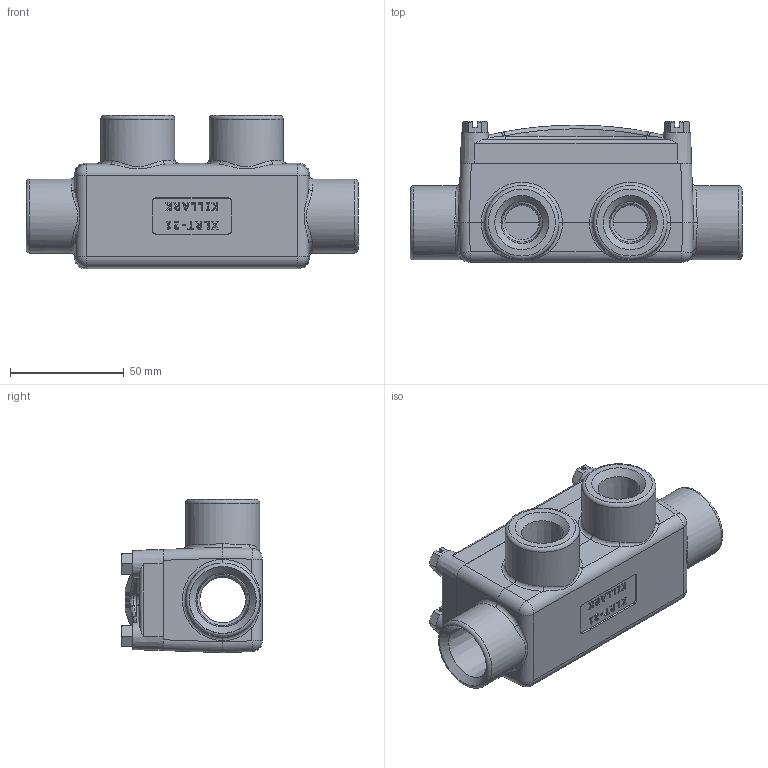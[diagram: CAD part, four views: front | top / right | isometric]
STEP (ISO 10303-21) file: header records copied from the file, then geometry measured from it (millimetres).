
FILE_DESCRIPTION(/* description */ (''),/* implementation_level */ '2;1');
FILE_NAME(/* name */ 'KIL_XLRT-21.stp',/* time_stamp */ '2021-03-24T14:06:22+06:00',/* author */ ('lsugumaran'),/* organization */ (''),/* preprocessor_version */ 'ST-DEVELOPER v18',/* originating_system */ 'Autodesk Inventor 2020',/* authorisation */ '');
FILE_SCHEMA (('AUTOMOTIVE_DESIGN { 1 0 10303 214 3 1 1 }'));
Length unit declared in the file: inch
Products named in the file (4): XLRT-21; 18166ABAM; 0248902M; ANSI B18.6.3 - 1/4-20x0.875
Assembly tree (6 placements, depth 2):
  XLRT-21
    18166ABAM
    0248902M
    ANSI B18.6.3 - 1/4-20x0.875  x4
Bounding box: 146.05 x 61.98 x 67.47 mm (x, y, z)
Volume: 168826.6 mm3; surface area: 64607.5 mm2
Topology: 6 solids, 6 shells, 4384 faces, 11800 edges, 7809 vertices
Faces by surface type: plane 2393, bspline 1602, cylinder 279, cone 68, torus 22, sphere 20
Full cylindrical faces by diameter (mm): 1.181 x1, 1.41 x1, 4.978 x4, 6.35 x4, 10.35 x1, 12.7 x1, 15.113 x2, 20.117 x2, 32.544 x4
Entity records: 167533 total; most frequent: CARTESIAN_POINT 67953, ORIENTED_EDGE 23288, DIRECTION 15344, EDGE_CURVE 11644, VERTEX_POINT 7711, LINE 6836, VECTOR 6836, EDGE_LOOP 4719
